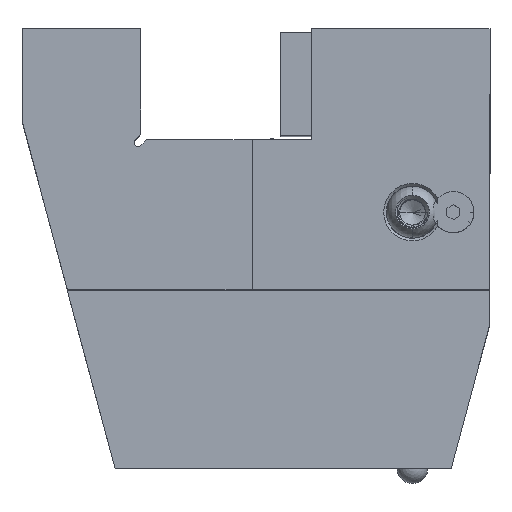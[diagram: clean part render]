
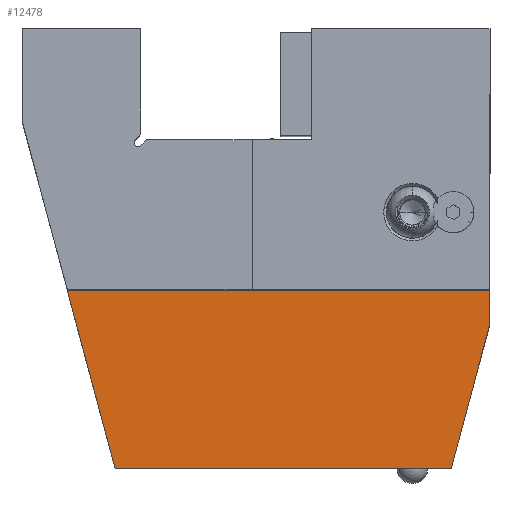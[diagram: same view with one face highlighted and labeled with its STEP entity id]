
A CAD part, top view. The second image highlights one B-rep face of the part: STEP entity #12478.
In plain terms, the highlighted planar face has unit normal (0, 0, 1).
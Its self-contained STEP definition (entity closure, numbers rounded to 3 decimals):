
#6323 = ORIENTED_EDGE ( 'NONE', *, *, #60604, .F. ) ;
#6334 = ORIENTED_EDGE ( 'NONE', *, *, #68005, .F. ) ;
#6351 = ORIENTED_EDGE ( 'NONE', *, *, #68026, .F. ) ;
#6384 = ORIENTED_EDGE ( 'NONE', *, *, #60630, .F. ) ;
#6552 = AXIS2_PLACEMENT_3D ( 'NONE', #53457, #53444, #53474 ) ;
#12478 = ADVANCED_FACE ( 'NONE', ( #37111 ), #53459, .T. ) ;
#17283 = EDGE_LOOP ( 'NONE', ( #6384, #6323, #6334, #6351, #29967 ) ) ;
#29453 = CARTESIAN_POINT ( 'NONE',  ( 35., -42.5, 93. ) ) ;
#29967 = ORIENTED_EDGE ( 'NONE', *, *, #60695, .F. ) ;
#35771 = CARTESIAN_POINT ( 'NONE',  ( -30., -42.5, 93. ) ) ;
#35772 = DIRECTION ( 'NONE',  ( -0.259, 0.966, 0. ) ) ;
#35866 = CARTESIAN_POINT ( 'NONE',  ( -82.896, -8., 93. ) ) ;
#35891 = DIRECTION ( 'NONE',  ( 1., 0., 0. ) ) ;
#37111 = FACE_OUTER_BOUND ( 'NONE', #17283, .T. ) ;
#38419 = LINE ( 'NONE', #35771, #38449 ) ;
#38439 = VECTOR ( 'NONE', #35891, 1000. ) ;
#38441 = LINE ( 'NONE', #35866, #38439 ) ;
#38449 = VECTOR ( 'NONE', #35772, 1000. ) ;
#38475 = LINE ( 'NONE', #59651, #38508 ) ;
#38508 = VECTOR ( 'NONE', #59649, 1000. ) ;
#38645 = LINE ( 'NONE', #67025, #38648 ) ;
#38648 = VECTOR ( 'NONE', #67011, 1000. ) ;
#38653 = LINE ( 'NONE', #67319, #38654 ) ;
#38654 = VECTOR ( 'NONE', #67313, 1000. ) ;
#42042 = CARTESIAN_POINT ( 'NONE',  ( -39.244, -8., 93. ) ) ;
#42243 = CARTESIAN_POINT ( 'NONE',  ( 42.5, -8., 93. ) ) ;
#42257 = CARTESIAN_POINT ( 'NONE',  ( -30., -42.5, 93. ) ) ;
#42260 = CARTESIAN_POINT ( 'NONE',  ( 42.5, -14.51, 93. ) ) ;
#44103 = VERTEX_POINT ( 'NONE', #29453 ) ;
#46815 = VERTEX_POINT ( 'NONE', #42042 ) ;
#51104 = VERTEX_POINT ( 'NONE', #42243 ) ;
#51165 = VERTEX_POINT ( 'NONE', #42260 ) ;
#51248 = VERTEX_POINT ( 'NONE', #42257 ) ;
#53444 = DIRECTION ( 'NONE',  ( 0., 0., 1. ) ) ;
#53457 = CARTESIAN_POINT ( 'NONE',  ( 0., 22.15, 93. ) ) ;
#53459 = PLANE ( 'NONE',  #6552 ) ;
#53474 = DIRECTION ( 'NONE',  ( 1., 0., 0. ) ) ;
#59649 = DIRECTION ( 'NONE',  ( 0., -1., 0. ) ) ;
#59651 = CARTESIAN_POINT ( 'NONE',  ( 42.5, 42.5, 93. ) ) ;
#60604 = EDGE_CURVE ( 'NONE', #51248, #46815, #38419, .T. ) ;
#60630 = EDGE_CURVE ( 'NONE', #46815, #51104, #38441, .T. ) ;
#60695 = EDGE_CURVE ( 'NONE', #51104, #51165, #38475, .T. ) ;
#67011 = DIRECTION ( 'NONE',  ( -1., 0., 0. ) ) ;
#67025 = CARTESIAN_POINT ( 'NONE',  ( -30., -42.5, 93. ) ) ;
#67313 = DIRECTION ( 'NONE',  ( -0.259, -0.966, 0. ) ) ;
#67319 = CARTESIAN_POINT ( 'NONE',  ( 35., -42.5, 93. ) ) ;
#68005 = EDGE_CURVE ( 'NONE', #44103, #51248, #38645, .T. ) ;
#68026 = EDGE_CURVE ( 'NONE', #51165, #44103, #38653, .T. ) ;
